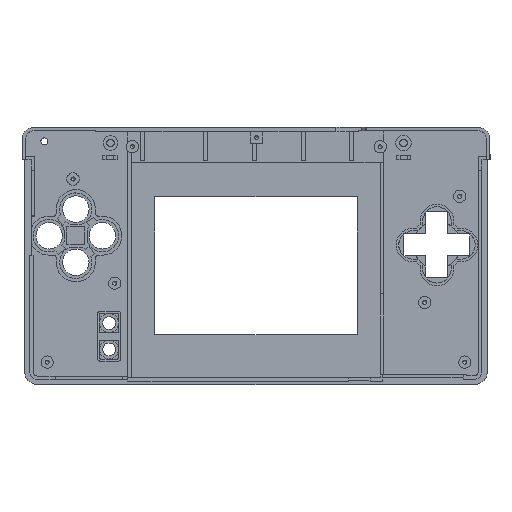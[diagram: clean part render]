
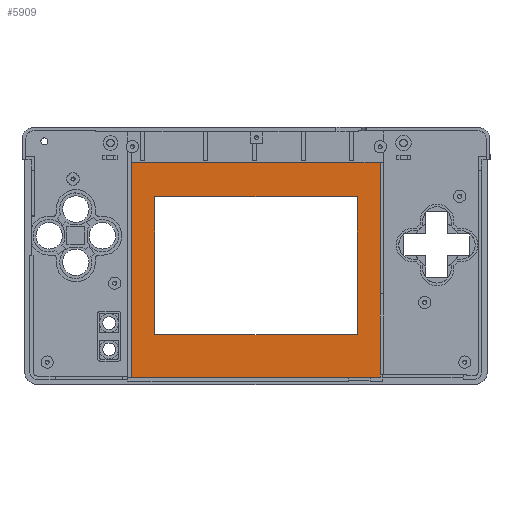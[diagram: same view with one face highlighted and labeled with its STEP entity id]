
A CAD part, top view. The second image highlights one B-rep face of the part: STEP entity #5909.
In plain terms, the highlighted face is planar.
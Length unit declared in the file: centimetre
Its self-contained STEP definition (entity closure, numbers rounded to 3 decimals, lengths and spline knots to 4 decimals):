
#42=FACE_BOUND('',#777,.T.);
#425=FACE_OUTER_BOUND('',#776,.T.);
#776=EDGE_LOOP('',(#4172,#4173,#4174,#4175));
#777=EDGE_LOOP('',(#4176,#4177,#4178,#4179));
#1268=LINE('',#8786,#1940);
#1270=LINE('',#8790,#1942);
#1271=LINE('',#8792,#1943);
#1272=LINE('',#8793,#1944);
#1273=LINE('',#8796,#1945);
#1274=LINE('',#8798,#1946);
#1275=LINE('',#8800,#1947);
#1276=LINE('',#8801,#1948);
#1940=VECTOR('',#7021,1.);
#1942=VECTOR('',#7025,1.);
#1943=VECTOR('',#7026,1.);
#1944=VECTOR('',#7027,1.);
#1945=VECTOR('',#7028,1.);
#1946=VECTOR('',#7029,1.);
#1947=VECTOR('',#7030,1.);
#1948=VECTOR('',#7031,1.);
#2595=VERTEX_POINT('',#8783);
#2596=VERTEX_POINT('',#8785);
#2597=VERTEX_POINT('',#8789);
#2598=VERTEX_POINT('',#8791);
#2599=VERTEX_POINT('',#8794);
#2600=VERTEX_POINT('',#8795);
#2601=VERTEX_POINT('',#8797);
#2602=VERTEX_POINT('',#8799);
#3214=EDGE_CURVE('',#2595,#2596,#1268,.T.);
#3216=EDGE_CURVE('',#2597,#2595,#1270,.T.);
#3217=EDGE_CURVE('',#2598,#2597,#1271,.T.);
#3218=EDGE_CURVE('',#2596,#2598,#1272,.T.);
#3219=EDGE_CURVE('',#2599,#2600,#1273,.T.);
#3220=EDGE_CURVE('',#2601,#2599,#1274,.T.);
#3221=EDGE_CURVE('',#2602,#2601,#1275,.T.);
#3222=EDGE_CURVE('',#2600,#2602,#1276,.T.);
#4172=ORIENTED_EDGE('',*,*,#3216,.F.);
#4173=ORIENTED_EDGE('',*,*,#3217,.F.);
#4174=ORIENTED_EDGE('',*,*,#3218,.F.);
#4175=ORIENTED_EDGE('',*,*,#3214,.F.);
#4176=ORIENTED_EDGE('',*,*,#3219,.F.);
#4177=ORIENTED_EDGE('',*,*,#3220,.F.);
#4178=ORIENTED_EDGE('',*,*,#3221,.F.);
#4179=ORIENTED_EDGE('',*,*,#3222,.F.);
#5654=PLANE('',#6275);
#5909=ADVANCED_FACE('',(#425,#42),#5654,.F.);
#6275=AXIS2_PLACEMENT_3D('',#8788,#7023,#7024);
#7021=DIRECTION('',(-1.,0.,0.));
#7023=DIRECTION('center_axis',(0.,0.,1.));
#7024=DIRECTION('ref_axis',(1.,0.,0.));
#7025=DIRECTION('',(0.,1.,0.));
#7026=DIRECTION('',(1.,0.,0.));
#7027=DIRECTION('',(0.,-1.,0.));
#7028=DIRECTION('',(-1.,0.,0.));
#7029=DIRECTION('',(0.,-1.,0.));
#7030=DIRECTION('',(1.,0.,0.));
#7031=DIRECTION('',(0.,1.,0.));
#8783=CARTESIAN_POINT('',(10.19,6.315,0.1));
#8785=CARTESIAN_POINT('',(3.125,6.315,0.1));
#8786=CARTESIAN_POINT('',(10.19,6.315,0.1));
#8788=CARTESIAN_POINT('Origin',(6.6575,3.2575,0.1));
#8789=CARTESIAN_POINT('',(10.19,0.2,0.1));
#8790=CARTESIAN_POINT('',(10.19,6.315,0.1));
#8791=CARTESIAN_POINT('',(3.125,0.2,0.1));
#8792=CARTESIAN_POINT('',(3.125,0.2,0.1));
#8793=CARTESIAN_POINT('',(3.125,6.315,0.1));
#8794=CARTESIAN_POINT('',(9.525,1.425,0.1));
#8795=CARTESIAN_POINT('',(3.775,1.425,0.1));
#8796=CARTESIAN_POINT('',(8.0913,1.425,0.1));
#8797=CARTESIAN_POINT('',(9.525,5.34,0.1));
#8798=CARTESIAN_POINT('',(9.525,4.2988,0.1));
#8799=CARTESIAN_POINT('',(3.775,5.34,0.1));
#8800=CARTESIAN_POINT('',(5.2163,5.34,0.1));
#8801=CARTESIAN_POINT('',(3.775,2.3413,0.1));
